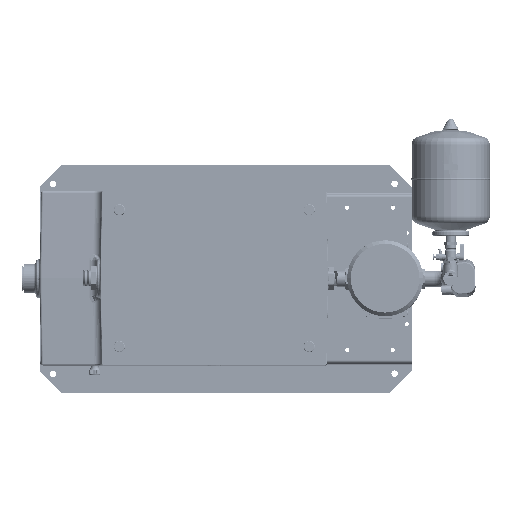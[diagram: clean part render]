
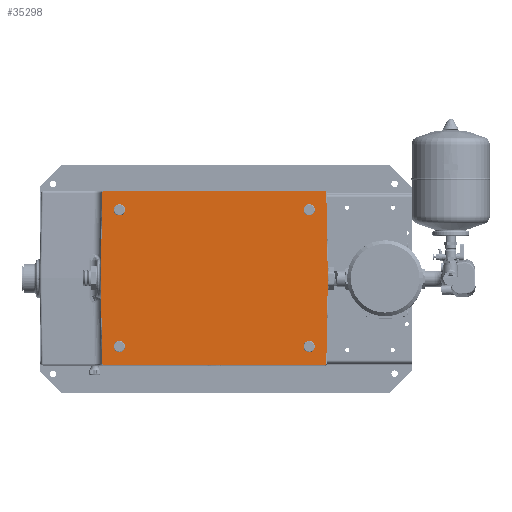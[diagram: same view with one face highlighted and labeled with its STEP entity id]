
A CAD part, top view. The second image highlights one B-rep face of the part: STEP entity #35298.
In plain terms, the highlighted planar face has unit normal (0, 0, 1).
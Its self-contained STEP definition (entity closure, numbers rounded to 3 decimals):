
#25311=LINE('',#173371,#30810);
#25312=LINE('',#173374,#30811);
#25313=LINE('',#173378,#30812);
#25314=LINE('',#173382,#30813);
#25315=LINE('',#173384,#30814);
#25316=LINE('',#173388,#30815);
#30810=VECTOR('',#134410,1.);
#30811=VECTOR('',#134411,1.);
#30812=VECTOR('',#134414,1.);
#30813=VECTOR('',#134417,1.);
#30814=VECTOR('',#134418,1.);
#30815=VECTOR('',#134421,1.);
#35298=ADVANCED_FACE('',(#42960,#42961,#42962,#42963,#42964),#40720,.F.);
#40720=PLANE('',#118368);
#42960=FACE_BOUND('',#45972,.T.);
#42961=FACE_BOUND('',#45973,.T.);
#42962=FACE_BOUND('',#45974,.T.);
#42963=FACE_BOUND('',#45975,.T.);
#42964=FACE_BOUND('',#45976,.T.);
#45972=EDGE_LOOP('',(#58874));
#45973=EDGE_LOOP('',(#58875));
#45974=EDGE_LOOP('',(#58876));
#45975=EDGE_LOOP('',(#58877));
#45976=EDGE_LOOP('',(#58878,#58879,#58880,#58881,#58882,#58883,#58884,#58885,
#58886,#58887));
#58874=ORIENTED_EDGE('',*,*,#96838,.T.);
#58875=ORIENTED_EDGE('',*,*,#96839,.T.);
#58876=ORIENTED_EDGE('',*,*,#96840,.T.);
#58877=ORIENTED_EDGE('',*,*,#96841,.T.);
#58878=ORIENTED_EDGE('',*,*,#96842,.T.);
#58879=ORIENTED_EDGE('',*,*,#96843,.T.);
#58880=ORIENTED_EDGE('',*,*,#96844,.T.);
#58881=ORIENTED_EDGE('',*,*,#96845,.T.);
#58882=ORIENTED_EDGE('',*,*,#96846,.T.);
#58883=ORIENTED_EDGE('',*,*,#96847,.T.);
#58884=ORIENTED_EDGE('',*,*,#96848,.T.);
#58885=ORIENTED_EDGE('',*,*,#96849,.T.);
#58886=ORIENTED_EDGE('',*,*,#96850,.T.);
#58887=ORIENTED_EDGE('',*,*,#96851,.T.);
#85173=VERTEX_POINT('',#173364);
#85174=VERTEX_POINT('',#173366);
#85175=VERTEX_POINT('',#173368);
#85176=VERTEX_POINT('',#173370);
#85177=VERTEX_POINT('',#173372);
#85178=VERTEX_POINT('',#173373);
#85179=VERTEX_POINT('',#173375);
#85180=VERTEX_POINT('',#173377);
#85181=VERTEX_POINT('',#173379);
#85182=VERTEX_POINT('',#173381);
#85183=VERTEX_POINT('',#173383);
#85184=VERTEX_POINT('',#173385);
#85185=VERTEX_POINT('',#173387);
#85186=VERTEX_POINT('',#173389);
#96838=EDGE_CURVE('',#85173,#85173,#110785,.T.);
#96839=EDGE_CURVE('',#85174,#85174,#110786,.T.);
#96840=EDGE_CURVE('',#85175,#85175,#110787,.T.);
#96841=EDGE_CURVE('',#85176,#85176,#110788,.T.);
#96842=EDGE_CURVE('',#85177,#85178,#25311,.T.);
#96843=EDGE_CURVE('',#85178,#85179,#25312,.T.);
#96844=EDGE_CURVE('',#85179,#85180,#110789,.T.);
#96845=EDGE_CURVE('',#85180,#85181,#25313,.T.);
#96846=EDGE_CURVE('',#85181,#85182,#110790,.T.);
#96847=EDGE_CURVE('',#85182,#85183,#25314,.T.);
#96848=EDGE_CURVE('',#85183,#85184,#25315,.T.);
#96849=EDGE_CURVE('',#85184,#85185,#110791,.T.);
#96850=EDGE_CURVE('',#85185,#85186,#25316,.T.);
#96851=EDGE_CURVE('',#85186,#85177,#110792,.T.);
#110785=CIRCLE('',#118360,5.5);
#110786=CIRCLE('',#118361,5.5);
#110787=CIRCLE('',#118362,5.5);
#110788=CIRCLE('',#118363,5.5);
#110789=CIRCLE('',#118364,4.);
#110790=CIRCLE('',#118365,4.);
#110791=CIRCLE('',#118366,4.);
#110792=CIRCLE('',#118367,4.);
#118360=AXIS2_PLACEMENT_3D('',#173363,#134402,#134403);
#118361=AXIS2_PLACEMENT_3D('',#173365,#134404,#134405);
#118362=AXIS2_PLACEMENT_3D('',#173367,#134406,#134407);
#118363=AXIS2_PLACEMENT_3D('',#173369,#134408,#134409);
#118364=AXIS2_PLACEMENT_3D('',#173376,#134412,#134413);
#118365=AXIS2_PLACEMENT_3D('',#173380,#134415,#134416);
#118366=AXIS2_PLACEMENT_3D('',#173386,#134419,#134420);
#118367=AXIS2_PLACEMENT_3D('',#173390,#134422,#134423);
#118368=AXIS2_PLACEMENT_3D('',#173391,#134424,#134425);
#134402=DIRECTION('',(0.,0.,-1.));
#134403=DIRECTION('',(-1.,0.,0.));
#134404=DIRECTION('',(0.,0.,-1.));
#134405=DIRECTION('',(-1.,0.,0.));
#134406=DIRECTION('',(0.,0.,-1.));
#134407=DIRECTION('',(-1.,0.,0.));
#134408=DIRECTION('',(0.,0.,-1.));
#134409=DIRECTION('',(-1.,0.,0.));
#134410=DIRECTION('',(-0.017,-1.,0.));
#134411=DIRECTION('',(0.017,-1.,0.));
#134412=DIRECTION('',(0.,0.,1.));
#134413=DIRECTION('',(-1.,0.,0.));
#134414=DIRECTION('',(1.,0.,0.));
#134415=DIRECTION('',(0.,0.,1.));
#134416=DIRECTION('',(-1.,0.,0.));
#134417=DIRECTION('',(0.017,1.,0.));
#134418=DIRECTION('',(-0.017,1.,0.));
#134419=DIRECTION('',(0.,0.,1.));
#134420=DIRECTION('',(-1.,0.,0.));
#134421=DIRECTION('',(-1.,0.,0.));
#134422=DIRECTION('',(0.,0.,1.));
#134423=DIRECTION('',(-1.,0.,0.));
#134424=DIRECTION('',(0.,0.,-1.));
#134425=DIRECTION('',(-1.,0.,0.));
#173363=CARTESIAN_POINT('',(450.,180.,904.));
#173364=CARTESIAN_POINT('',(444.5,180.,904.));
#173365=CARTESIAN_POINT('',(450.,-180.,904.));
#173366=CARTESIAN_POINT('',(444.5,-180.,904.));
#173367=CARTESIAN_POINT('',(-50.,180.,904.));
#173368=CARTESIAN_POINT('',(-55.5,180.,904.));
#173369=CARTESIAN_POINT('',(-50.,-180.,904.));
#173370=CARTESIAN_POINT('',(-55.5,-180.,904.));
#173371=CARTESIAN_POINT('',(-99.,-0.017,904.));
#173372=CARTESIAN_POINT('',(-95.071,225.07,904.));
#173373=CARTESIAN_POINT('',(-99.,0.,904.));
#173374=CARTESIAN_POINT('',(-95.071,-225.07,904.));
#173375=CARTESIAN_POINT('',(-95.071,-225.07,904.));
#173376=CARTESIAN_POINT('',(-91.072,-225.,904.));
#173377=CARTESIAN_POINT('',(-91.072,-229.,904.));
#173378=CARTESIAN_POINT('',(491.072,-229.,904.));
#173379=CARTESIAN_POINT('',(491.072,-229.,904.));
#173380=CARTESIAN_POINT('',(491.072,-225.,904.));
#173381=CARTESIAN_POINT('',(495.071,-225.07,904.));
#173382=CARTESIAN_POINT('',(499.,0.017,904.));
#173383=CARTESIAN_POINT('',(499.,0.,904.));
#173384=CARTESIAN_POINT('',(495.071,225.07,904.));
#173385=CARTESIAN_POINT('',(495.071,225.07,904.));
#173386=CARTESIAN_POINT('',(491.072,225.,904.));
#173387=CARTESIAN_POINT('',(491.072,229.,904.));
#173388=CARTESIAN_POINT('',(-91.072,229.,904.));
#173389=CARTESIAN_POINT('',(-91.072,229.,904.));
#173390=CARTESIAN_POINT('',(-91.072,225.,904.));
#173391=CARTESIAN_POINT('',(200.,0.,904.));
